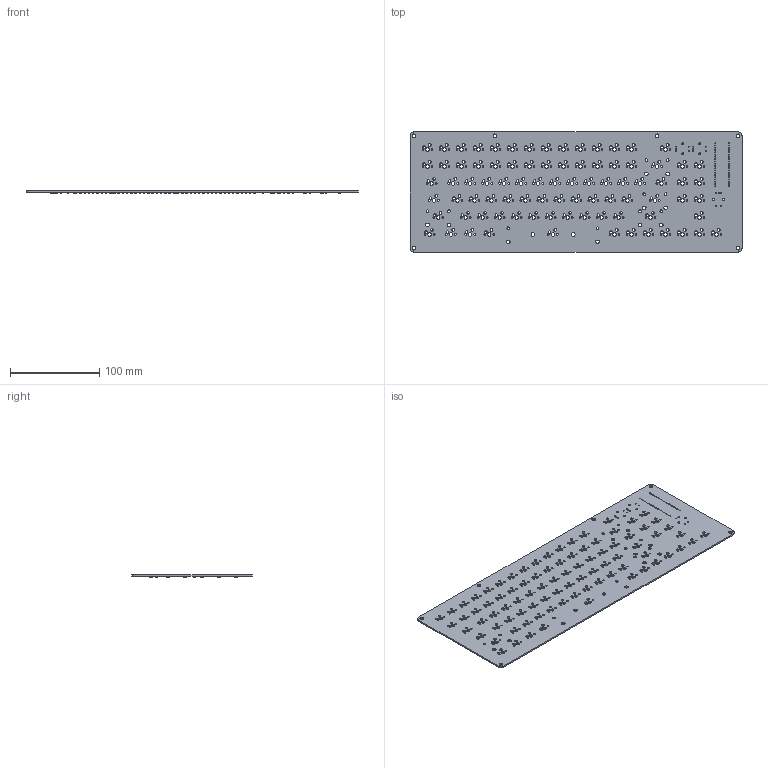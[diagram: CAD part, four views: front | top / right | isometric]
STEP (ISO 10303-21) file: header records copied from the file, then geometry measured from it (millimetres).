
FILE_DESCRIPTION(('KiCad electronic assembly'),'2;1');
FILE_NAME('keyboard corners.step','2025-03-24T23:37:49',('Pcbnew'),( 'Kicad'),'Open CASCADE STEP processor 7.8','KiCad to STEP converter' ,'Unknown');
FILE_SCHEMA(('AUTOMOTIVE_DESIGN { 1 0 10303 214 1 1 1 1 }'));
Length unit declared in the file: millimetre
Products named in the file (4): keyboard corners 1; D_SOD-123; D_SOD_123; keyboard_PCB
Assembly tree (93 placements, depth 3):
  keyboard corners 1
    D_SOD-123  x91
      D_SOD_123
    keyboard_PCB
Bounding box: 372.11 x 134.62 x 2.9 mm (x, y, z)
Volume: 75641.7 mm3; surface area: 104139.9 mm2
Topology: 92 solids, 92 shells, 6647 faces, 15840 edges, 9468 vertices
Faces by surface type: plane 3024, bspline 2366, cylinder 1257
Full cylindrical faces by diameter (mm): 0.914 x40, 1 x15, 1.75 x172, 3 x172, 3.048 x10, 3.988 x96, 4.3 x8
Entity records: 24308 total; most frequent: DIRECTION 4212, CARTESIAN_POINT 3809, ORIENTED_EDGE 3600, EDGE_CURVE 1800, AXIS2_PLACEMENT_3D 1759, FACE_BOUND 1656, EDGE_LOOP 1656, VERTEX_POINT 1188
